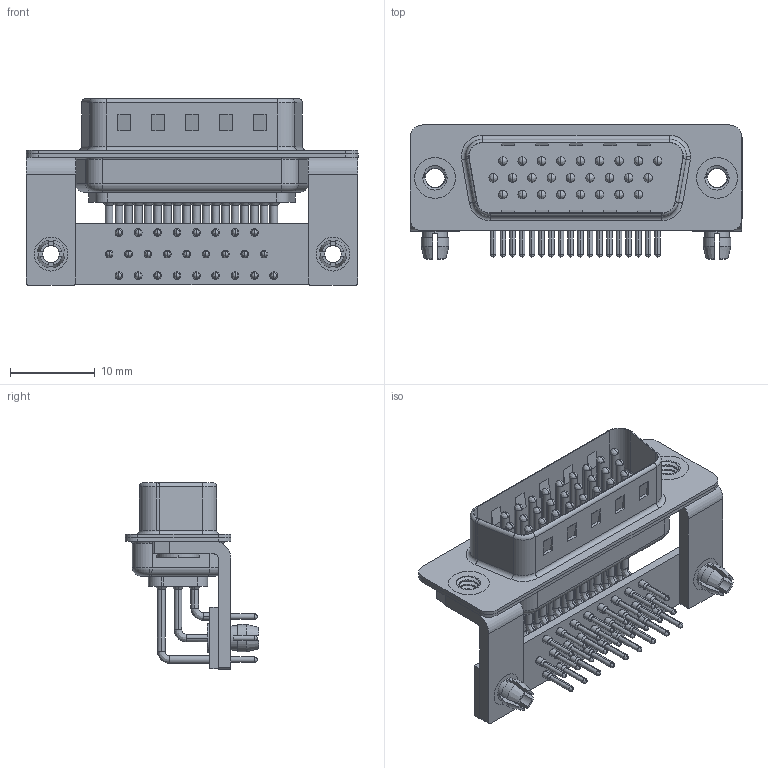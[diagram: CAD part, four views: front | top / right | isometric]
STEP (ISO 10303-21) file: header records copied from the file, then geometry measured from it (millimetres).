
FILE_DESCRIPTION (( 'STEP AP203' ), '1' );
FILE_NAME ('633-M26-663-BT3.STEP', '2018-09-27T23:43:11', ( '' ), ( '' ), 'SwSTEP 2.0', 'SolidWorks 2016', '' );
FILE_SCHEMA (( 'CONFIG_CONTROL_DESIGN' ));
Length unit declared in the file: millimetre
Products named in the file (11): 633-M26-663-BT3; 633M Shell Rear_26 Contacts; 633M Contact Row 1; 633M Contact Row 2; 633M Contact Row 3; 633M 4-40 Threaded Rivet_Stabilizer; 633M Stabilizer Bracket; 633M Stabilizer Board_26 Contacts; 633M Housing_26 Contacts; 633M Board Lock; 633M Shell Front_26 Contacts
Assembly tree (36 placements, depth 2):
  633-M26-663-BT3
    633M Housing_26 Contacts
    633M Shell Front_26 Contacts
    633M Shell Rear_26 Contacts
    633M Contact Row 1  x9
    633M Contact Row 2  x9
    633M Contact Row 3  x8
    633M 4-40 Threaded Rivet_Stabilizer  x2
    633M Stabilizer Bracket  x2
    633M Stabilizer Board_26 Contacts
    633M Board Lock  x2
Bounding box: 39.2 x 15.8 x 22 mm (x, y, z)
Volume: 2665.7 mm3; surface area: 8232.5 mm2
Topology: 36 solids, 36 shells, 3394 faces, 9467 edges, 6160 vertices
Faces by surface type: plane 1877, cylinder 1175, bspline 162, cone 124, torus 56
Entity records: 33174 total; most frequent: CARTESIAN_POINT 6875, DIRECTION 5357, ORIENTED_EDGE 4932, EDGE_CURVE 2466, AXIS2_PLACEMENT_3D 1975, VERTEX_POINT 1606, LINE 1407, VECTOR 1407
